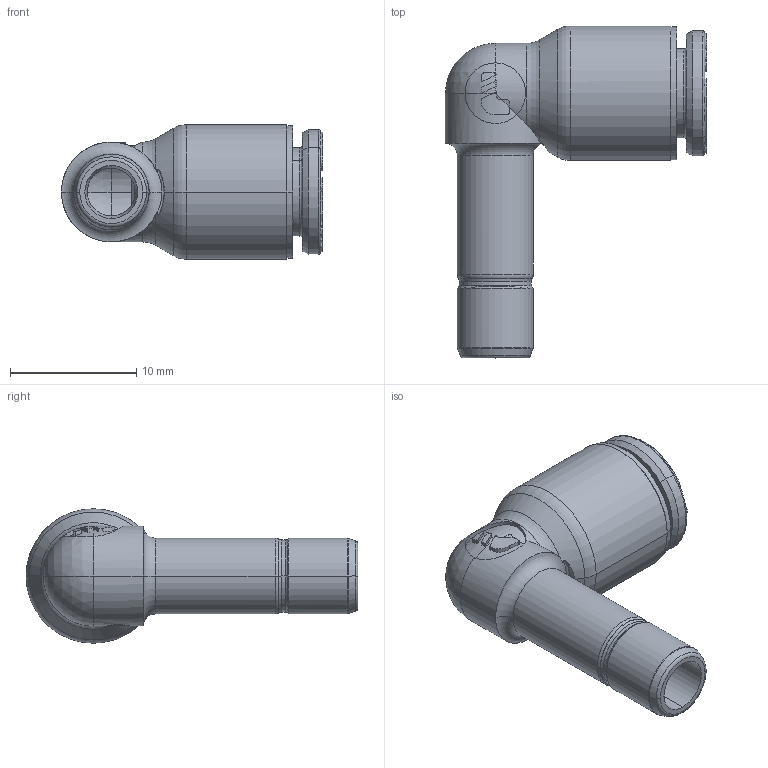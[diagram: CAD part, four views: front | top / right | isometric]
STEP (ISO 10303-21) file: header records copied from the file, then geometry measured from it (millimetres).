
FILE_DESCRIPTION(('STEP AP214'),'1');
FILE_NAME('6882_06_00.stp','2016-07-07T14:49:04',('TraceParts'),('TraceParts S.A.'),'Spatial InterOp 3D',' ',' ');
FILE_SCHEMA(('automotive_design'));
Length unit declared in the file: millimetre
Products named in the file (6): V882-06-00_ASM|Next assembly relationship#44106-64_ASM|Next assembly relationship#44106-26;44106-26; V882-06-00_ASM|Next assembly relationship#44106-64_ASM|Next assembly relationship#44106;44106; V882-06-00_ASM|Next assembly relationship#44106-64_ASM|Next assembly relationship#44106-27;44106-27; V882-06-00_ASM|Next assembly relationship#44106-64_ASM|Next assembly relationship#44126-20;44126-20; V882-06-00_ASM|Next assembly relationship#44516-11-33;44516-11-33; V882-06-00_ASM|Next assembly relationship#44106-11-10-ASM;44106-11-10-ASM
Bounding box: 20.67 x 26.27 x 10.65 mm (x, y, z)
Volume: 1068.7 mm3; surface area: 2666.2 mm2
Topology: 6 solids, 6 shells, 672 faces, 1738 edges, 1089 vertices
Faces by surface type: plane 311, cylinder 130, cone 85, torus 80, bspline 55, sphere 11
Entity records: 23714 total; most frequent: CARTESIAN_POINT 7470, ORIENTED_EDGE 3464, DIRECTION 3265, EDGE_CURVE 1732, AXIS2_PLACEMENT_3D 1142, VERTEX_POINT 1089, LINE 981, VECTOR 981
